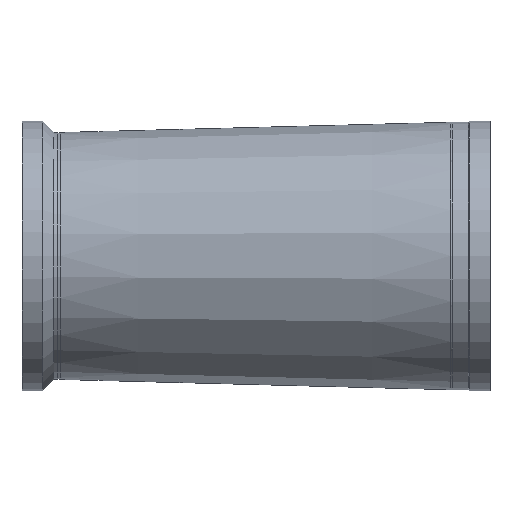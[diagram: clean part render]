
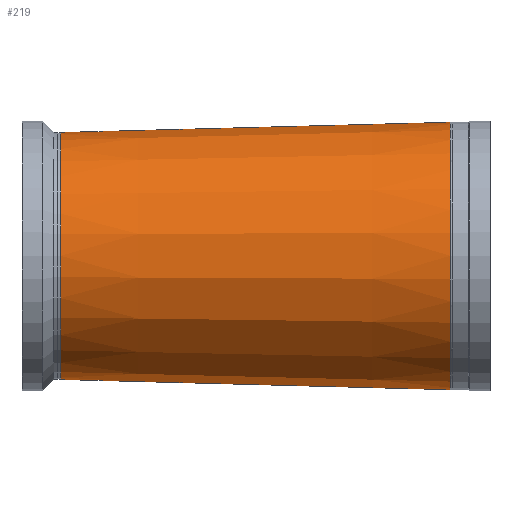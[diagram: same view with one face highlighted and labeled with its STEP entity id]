
A CAD part, top view. The second image highlights one B-rep face of the part: STEP entity #219.
In plain terms, the highlighted conical face has half-angle 1.502 degrees and reference radius 396.875 mm.
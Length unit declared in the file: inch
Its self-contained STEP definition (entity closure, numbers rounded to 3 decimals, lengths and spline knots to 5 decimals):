
#21=CONICAL_SURFACE('',#251,15.625,1.502);
#51=FACE_BOUND('',#88,.T.);
#65=FACE_OUTER_BOUND('',#87,.T.);
#87=EDGE_LOOP('',(#179));
#88=EDGE_LOOP('',(#180,#181));
#112=CIRCLE('',#250,15.00412);
#113=CIRCLE('',#252,16.24588);
#114=CIRCLE('',#253,16.24588);
#132=VERTEX_POINT('',#362);
#133=VERTEX_POINT('',#365);
#134=VERTEX_POINT('',#366);
#152=EDGE_CURVE('',#132,#132,#112,.T.);
#153=EDGE_CURVE('',#133,#134,#113,.T.);
#154=EDGE_CURVE('',#134,#133,#114,.T.);
#179=ORIENTED_EDGE('',*,*,#152,.T.);
#180=ORIENTED_EDGE('',*,*,#153,.F.);
#181=ORIENTED_EDGE('',*,*,#154,.F.);
#219=ADVANCED_FACE('',(#65,#51),#21,.T.);
#250=AXIS2_PLACEMENT_3D('',#363,#299,#300);
#251=AXIS2_PLACEMENT_3D('',#364,#301,#302);
#252=AXIS2_PLACEMENT_3D('',#367,#303,#304);
#253=AXIS2_PLACEMENT_3D('',#368,#305,#306);
#299=DIRECTION('center_axis',(1.,0.,0.));
#300=DIRECTION('ref_axis',(0.,0.,-1.));
#301=DIRECTION('center_axis',(1.,0.,0.));
#302=DIRECTION('ref_axis',(0.,1.,0.));
#303=DIRECTION('center_axis',(1.,0.,0.));
#304=DIRECTION('ref_axis',(0.,0.,-1.));
#305=DIRECTION('center_axis',(1.,0.,0.));
#306=DIRECTION('ref_axis',(0.,0.,-1.));
#362=CARTESIAN_POINT('',(4.18059,15.00412,0.));
#363=CARTESIAN_POINT('Origin',(4.18059,0.,0.));
#364=CARTESIAN_POINT('Origin',(27.86614,0.,0.));
#365=CARTESIAN_POINT('',(51.55169,16.24588,0.));
#366=CARTESIAN_POINT('',(51.55169,0.,16.24588));
#367=CARTESIAN_POINT('Origin',(51.55169,0.,0.));
#368=CARTESIAN_POINT('Origin',(51.55169,0.,0.));
